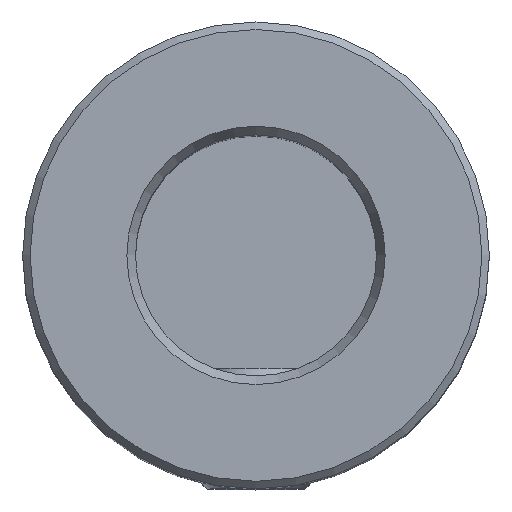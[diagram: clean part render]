
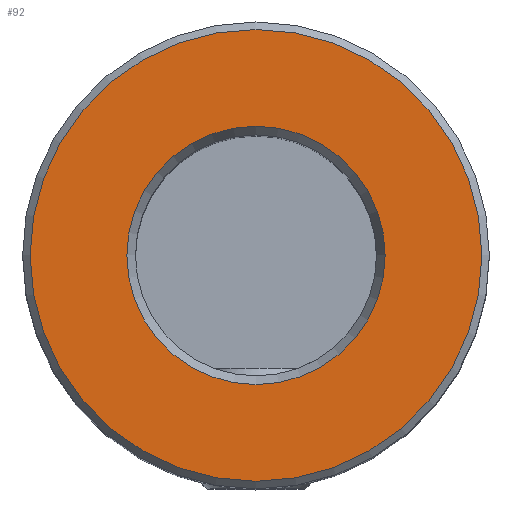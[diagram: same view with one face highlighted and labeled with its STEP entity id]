
A CAD part, top view. The second image highlights one B-rep face of the part: STEP entity #92.
In plain terms, the highlighted planar face has unit normal (0, 0, 1).
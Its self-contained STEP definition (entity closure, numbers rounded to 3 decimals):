
#59=PLANE('',#335);
#92=ADVANCED_FACE('',(#124,#125),#59,.F.);
#124=FACE_BOUND('',#163,.T.);
#125=FACE_BOUND('',#164,.T.);
#163=EDGE_LOOP('',(#219));
#164=EDGE_LOOP('',(#220));
#219=ORIENTED_EDGE('',*,*,#277,.T.);
#220=ORIENTED_EDGE('',*,*,#275,.T.);
#247=VERTEX_POINT('',#612);
#249=VERTEX_POINT('',#619);
#275=EDGE_CURVE('',#247,#247,#295,.T.);
#277=EDGE_CURVE('',#249,#249,#297,.T.);
#295=CIRCLE('',#329,15.);
#297=CIRCLE('',#334,8.577);
#329=AXIS2_PLACEMENT_3D('',#611,#405,#406);
#334=AXIS2_PLACEMENT_3D('',#618,#415,#416);
#335=AXIS2_PLACEMENT_3D('',#620,#417,#418);
#405=DIRECTION('',(0.,0.,1.));
#406=DIRECTION('',(-1.,0.,0.));
#415=DIRECTION('',(0.,0.,-1.));
#416=DIRECTION('',(-1.,0.,0.));
#417=DIRECTION('',(0.,0.,-1.));
#418=DIRECTION('',(-1.,0.,0.));
#611=CARTESIAN_POINT('',(0.,0.,45.));
#612=CARTESIAN_POINT('',(-15.,0.,45.));
#618=CARTESIAN_POINT('',(0.,0.,45.));
#619=CARTESIAN_POINT('',(-8.577,0.,45.));
#620=CARTESIAN_POINT('',(15.5,0.,45.));
